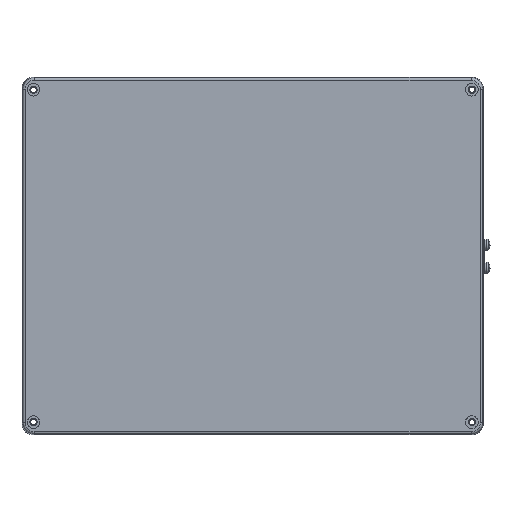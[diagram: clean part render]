
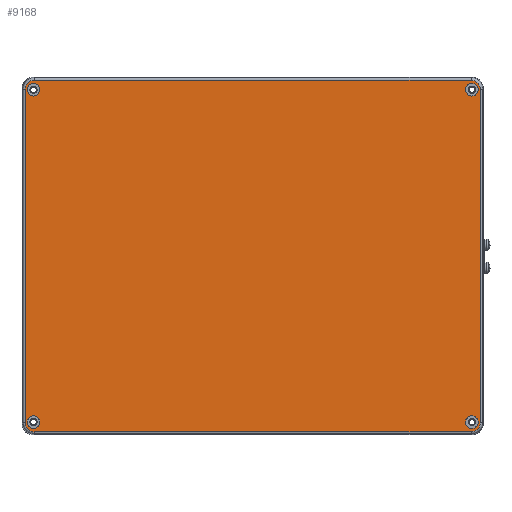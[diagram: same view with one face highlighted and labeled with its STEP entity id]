
A CAD part, top view. The second image highlights one B-rep face of the part: STEP entity #9168.
In plain terms, the highlighted planar face has unit normal (0, 0, 1).
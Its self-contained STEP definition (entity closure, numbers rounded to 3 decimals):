
#8643=CARTESIAN_POINT('',(333.306,-258.067,20.0));
#8644=VERTEX_POINT('',#8643);
#8652=CARTESIAN_POINT('',(-47.945,-258.067,20.0));
#8653=VERTEX_POINT('',#8652);
#8654=CARTESIAN_POINT('',(333.306,-258.067,20.0));
#8655=DIRECTION('',(-1.0,0.0,0.0));
#8656=VECTOR('',#8655,381.25);
#8657=LINE('',#8654,#8656);
#8658=EDGE_CURVE('',#8644,#8653,#8657,.T.);
#8711=CARTESIAN_POINT('',(341.301,-250.072,20.0));
#8712=VERTEX_POINT('',#8711);
#8720=CARTESIAN_POINT('',(333.296,-250.062,20.0));
#8721=DIRECTION('',(0.0,0.0,-1.0));
#8722=DIRECTION('',(0.707,-0.707,0.0));
#8723=AXIS2_PLACEMENT_3D('',#8720,#8721,#8722);
#8724=ELLIPSE('',#8723,8.01,8.);
#8725=EDGE_CURVE('',#8712,#8644,#8724,.T.);
#8769=CARTESIAN_POINT('',(-55.94,-250.072,20.0));
#8770=VERTEX_POINT('',#8769);
#8788=CARTESIAN_POINT('',(-47.935,-250.062,20.0));
#8789=DIRECTION('',(0.0,0.0,-1.0));
#8790=DIRECTION('',(-0.707,-0.707,0.0));
#8791=AXIS2_PLACEMENT_3D('',#8788,#8789,#8790);
#8792=ELLIPSE('',#8791,8.01,8.);
#8793=EDGE_CURVE('',#8653,#8770,#8792,.T.);
#8805=CARTESIAN_POINT('',(341.301,40.679,20.0));
#8806=VERTEX_POINT('',#8805);
#8814=CARTESIAN_POINT('',(341.301,40.679,20.0));
#8815=DIRECTION('',(0.0,-1.0,0.0));
#8816=VECTOR('',#8815,290.75);
#8817=LINE('',#8814,#8816);
#8818=EDGE_CURVE('',#8806,#8712,#8817,.T.);
#8835=CARTESIAN_POINT('',(-55.94,40.679,20.0));
#8836=VERTEX_POINT('',#8835);
#8853=CARTESIAN_POINT('',(-55.94,-250.072,20.0));
#8854=DIRECTION('',(0.0,1.0,0.0));
#8855=VECTOR('',#8854,290.75);
#8856=LINE('',#8853,#8855);
#8857=EDGE_CURVE('',#8770,#8836,#8856,.T.);
#8895=CARTESIAN_POINT('',(333.306,48.674,20.0));
#8896=VERTEX_POINT('',#8895);
#8904=CARTESIAN_POINT('',(333.296,40.669,20.0));
#8905=DIRECTION('',(0.0,0.0,-1.0));
#8906=DIRECTION('',(0.707,0.707,0.0));
#8907=AXIS2_PLACEMENT_3D('',#8904,#8905,#8906);
#8908=ELLIPSE('',#8907,8.01,8.);
#8909=EDGE_CURVE('',#8896,#8806,#8908,.T.);
#8953=CARTESIAN_POINT('',(-47.945,48.674,20.0));
#8954=VERTEX_POINT('',#8953);
#8972=CARTESIAN_POINT('',(-47.935,40.669,20.0));
#8973=DIRECTION('',(0.0,0.0,-1.0));
#8974=DIRECTION('',(-0.707,0.707,0.0));
#8975=AXIS2_PLACEMENT_3D('',#8972,#8973,#8974);
#8976=ELLIPSE('',#8975,8.01,8.);
#8977=EDGE_CURVE('',#8836,#8954,#8976,.T.);
#8995=CARTESIAN_POINT('',(-47.945,48.674,20.0));
#8996=DIRECTION('',(1.0,0.0,0.0));
#8997=VECTOR('',#8996,381.25);
#8998=LINE('',#8995,#8997);
#8999=EDGE_CURVE('',#8954,#8896,#8998,.T.);
#9109=CARTESIAN_POINT('',(142.68,-104.696,20.0));
#9110=DIRECTION('',(0.0,0.0,1.0));
#9111=DIRECTION('',(1.0,0.0,0.0));
#9112=AXIS2_PLACEMENT_3D('',#9109,#9110,#9111);
#9113=PLANE('',#9112);
#9114=ORIENTED_EDGE('',*,*,#8658,.F.);
#9115=ORIENTED_EDGE('',*,*,#8725,.F.);
#9116=ORIENTED_EDGE('',*,*,#8818,.F.);
#9117=ORIENTED_EDGE('',*,*,#8909,.F.);
#9118=ORIENTED_EDGE('',*,*,#8999,.F.);
#9119=ORIENTED_EDGE('',*,*,#8977,.F.);
#9120=ORIENTED_EDGE('',*,*,#8857,.F.);
#9121=ORIENTED_EDGE('',*,*,#8793,.F.);
#9122=EDGE_LOOP('',(#9114,#9115,#9116,#9117,#9118,#9119,#9120,#9121));
#9123=FACE_OUTER_BOUND('',#9122,.T.);
#9124=CARTESIAN_POINT('',(-43.07,-249.696,20.0));
#9125=VERTEX_POINT('',#9124);
#9126=CARTESIAN_POINT('',(-48.57,-249.696,20.0));
#9127=DIRECTION('',(0.0,0.0,-1.0));
#9128=DIRECTION('',(1.0,0.0,0.0));
#9129=AXIS2_PLACEMENT_3D('',#9126,#9127,#9128);
#9130=CIRCLE('',#9129,5.5);
#9131=EDGE_CURVE('',#9125,#9125,#9130,.T.);
#9132=ORIENTED_EDGE('',*,*,#9131,.T.);
#9133=EDGE_LOOP('',(#9132));
#9134=FACE_BOUND('',#9133,.T.);
#9135=CARTESIAN_POINT('',(339.43,40.304,20.0));
#9136=VERTEX_POINT('',#9135);
#9137=CARTESIAN_POINT('',(333.93,40.304,20.0));
#9138=DIRECTION('',(0.0,0.0,-1.0));
#9139=DIRECTION('',(1.0,0.0,0.0));
#9140=AXIS2_PLACEMENT_3D('',#9137,#9138,#9139);
#9141=CIRCLE('',#9140,5.5);
#9142=EDGE_CURVE('',#9136,#9136,#9141,.T.);
#9143=ORIENTED_EDGE('',*,*,#9142,.T.);
#9144=EDGE_LOOP('',(#9143));
#9145=FACE_BOUND('',#9144,.T.);
#9146=CARTESIAN_POINT('',(-43.07,40.304,20.0));
#9147=VERTEX_POINT('',#9146);
#9148=CARTESIAN_POINT('',(-48.57,40.304,20.0));
#9149=DIRECTION('',(0.0,0.0,-1.0));
#9150=DIRECTION('',(1.0,0.0,0.0));
#9151=AXIS2_PLACEMENT_3D('',#9148,#9149,#9150);
#9152=CIRCLE('',#9151,5.5);
#9153=EDGE_CURVE('',#9147,#9147,#9152,.T.);
#9154=ORIENTED_EDGE('',*,*,#9153,.T.);
#9155=EDGE_LOOP('',(#9154));
#9156=FACE_BOUND('',#9155,.T.);
#9157=CARTESIAN_POINT('',(339.43,-249.696,20.0));
#9158=VERTEX_POINT('',#9157);
#9159=CARTESIAN_POINT('',(333.93,-249.696,20.0));
#9160=DIRECTION('',(0.0,0.0,-1.0));
#9161=DIRECTION('',(1.0,0.0,0.0));
#9162=AXIS2_PLACEMENT_3D('',#9159,#9160,#9161);
#9163=CIRCLE('',#9162,5.5);
#9164=EDGE_CURVE('',#9158,#9158,#9163,.T.);
#9165=ORIENTED_EDGE('',*,*,#9164,.T.);
#9166=EDGE_LOOP('',(#9165));
#9167=FACE_BOUND('',#9166,.T.);
#9168=ADVANCED_FACE('',(#9123,#9134,#9145,#9156,#9167),#9113,.T.);
